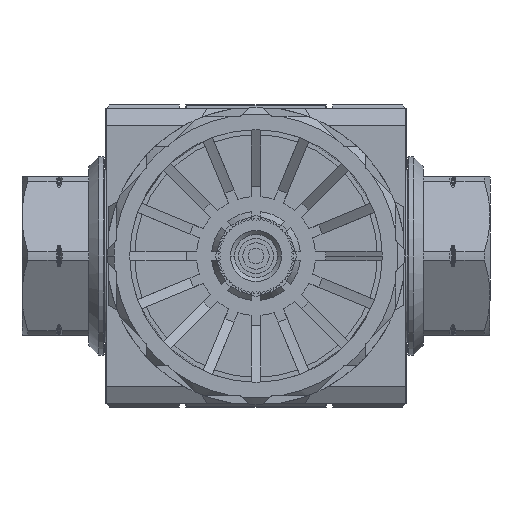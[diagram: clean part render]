
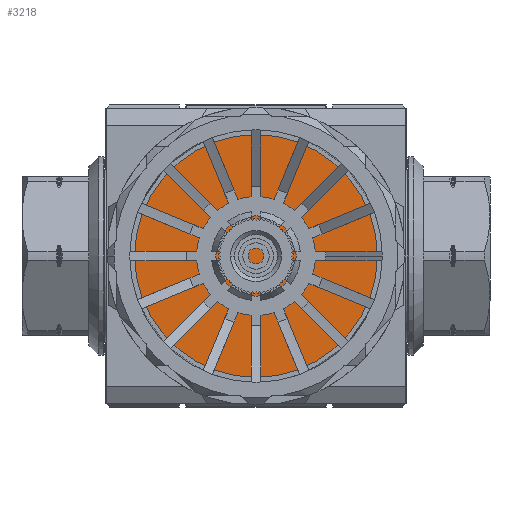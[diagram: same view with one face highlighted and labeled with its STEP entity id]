
A CAD part, front view. The second image highlights one B-rep face of the part: STEP entity #3218.
In plain terms, the highlighted planar face has unit normal (0, -1, 0).
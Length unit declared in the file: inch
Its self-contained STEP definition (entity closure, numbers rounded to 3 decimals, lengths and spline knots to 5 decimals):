
#683 = VERTEX_POINT ( 'NONE', #46199 ) ;
#3218 = ADVANCED_FACE ( 'NONE', ( #6148 ), #6407, .F. ) ;
#6148 = FACE_OUTER_BOUND ( 'NONE', #7729, .T. ) ;
#6407 = PLANE ( 'NONE',  #22262 ) ;
#7337 = CARTESIAN_POINT ( 'NONE',  ( 0., -4.38976, 0. ) ) ;
#7729 = EDGE_LOOP ( 'NONE', ( #25215, #32517 ) ) ;
#10851 = CIRCLE ( 'NONE', #48866, 0.96457 ) ;
#10924 = DIRECTION ( 'NONE',  ( 0., -1., 0. ) ) ;
#15518 = DIRECTION ( 'NONE',  ( 0., -1., 0. ) ) ;
#18003 = EDGE_CURVE ( 'NONE', #683, #49832, #20445, .T. ) ;
#19083 = CARTESIAN_POINT ( 'NONE',  ( 0., -4.38976, 0.96457 ) ) ;
#19133 = CARTESIAN_POINT ( 'NONE',  ( 0., -4.38976, 0. ) ) ;
#19397 = DIRECTION ( 'NONE',  ( 1., 0., 0. ) ) ;
#20445 = CIRCLE ( 'NONE', #39037, 0.96457 ) ;
#22262 = AXIS2_PLACEMENT_3D ( 'NONE', #19083, #35231, #38411 ) ;
#25215 = ORIENTED_EDGE ( 'NONE', *, *, #18003, .T. ) ;
#27157 = DIRECTION ( 'NONE',  ( 1., 0., 0. ) ) ;
#32383 = EDGE_CURVE ( 'NONE', #49832, #683, #10851, .T. ) ;
#32517 = ORIENTED_EDGE ( 'NONE', *, *, #32383, .T. ) ;
#35231 = DIRECTION ( 'NONE',  ( 0., 1., 0. ) ) ;
#37040 = CARTESIAN_POINT ( 'NONE',  ( -0.96457, -4.38976, 0. ) ) ;
#38411 = DIRECTION ( 'NONE',  ( -1., 0., 0. ) ) ;
#39037 = AXIS2_PLACEMENT_3D ( 'NONE', #7337, #15518, #27157 ) ;
#46199 = CARTESIAN_POINT ( 'NONE',  ( 0.96457, -4.38976, 0. ) ) ;
#48866 = AXIS2_PLACEMENT_3D ( 'NONE', #19133, #10924, #19397 ) ;
#49832 = VERTEX_POINT ( 'NONE', #37040 ) ;
